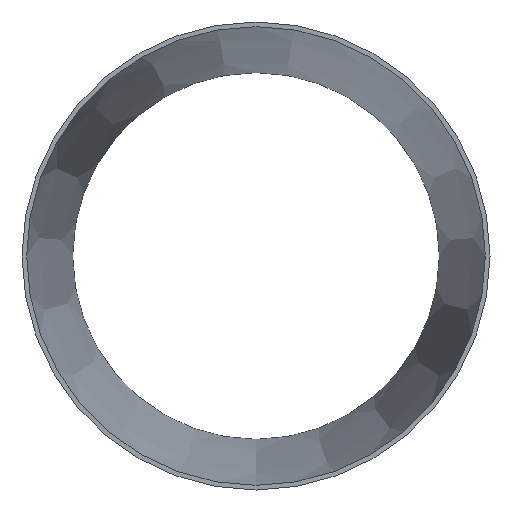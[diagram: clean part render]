
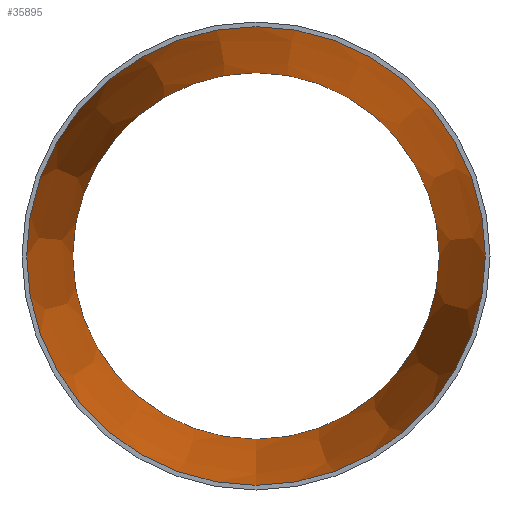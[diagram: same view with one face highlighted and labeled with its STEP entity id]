
A CAD part, front view. The second image highlights one B-rep face of the part: STEP entity #35895.
In plain terms, the highlighted conical face has half-angle 5.599 degrees and reference radius 247.976 mm.
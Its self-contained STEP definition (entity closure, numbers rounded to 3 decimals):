
#18 = CARTESIAN_POINT ( 'NONE',  ( 0., 0., -247.976 ) ) ;
#460 = CARTESIAN_POINT ( 'NONE',  ( 0., 508., 0. ) ) ;
#1098 = DIRECTION ( 'NONE',  ( 0., -1., 0. ) ) ;
#1369 = CIRCLE ( 'NONE', #37678, 247.976 ) ;
#1572 = CARTESIAN_POINT ( 'NONE',  ( 0., 0., 0. ) ) ;
#2551 = CIRCLE ( 'NONE', #29673, 198.176 ) ;
#3163 = DIRECTION ( 'NONE',  ( 0., 0., -1. ) ) ;
#3606 = CARTESIAN_POINT ( 'NONE',  ( 0., 0., 0. ) ) ;
#6608 = EDGE_CURVE ( 'NONE', #27687, #27687, #2551, .T. ) ;
#11102 = DIRECTION ( 'NONE',  ( 0., 0., -1. ) ) ;
#13618 = AXIS2_PLACEMENT_3D ( 'NONE', #1572, #1098, #41585 ) ;
#17111 = EDGE_LOOP ( 'NONE', ( #35145 ) ) ;
#22640 = CONICAL_SURFACE ( 'NONE', #13618, 247.976, 0.098 ) ;
#27074 = ORIENTED_EDGE ( 'NONE', *, *, #6608, .F. ) ;
#27687 = VERTEX_POINT ( 'NONE', #38866 ) ;
#29673 = AXIS2_PLACEMENT_3D ( 'NONE', #460, #43781, #11102 ) ;
#33516 = FACE_OUTER_BOUND ( 'NONE', #17111, .T. ) ;
#34856 = EDGE_CURVE ( 'NONE', #42663, #42663, #1369, .T. ) ;
#35145 = ORIENTED_EDGE ( 'NONE', *, *, #34856, .T. ) ;
#35374 = EDGE_LOOP ( 'NONE', ( #27074 ) ) ;
#35895 = ADVANCED_FACE ( 'NONE', ( #41104, #33516 ), #22640, .F. ) ;
#37678 = AXIS2_PLACEMENT_3D ( 'NONE', #3606, #43153, #3163 ) ;
#38866 = CARTESIAN_POINT ( 'NONE',  ( 0., 508., -198.176 ) ) ;
#41104 = FACE_BOUND ( 'NONE', #35374, .T. ) ;
#41585 = DIRECTION ( 'NONE',  ( 0., 0., -1. ) ) ;
#42663 = VERTEX_POINT ( 'NONE', #18 ) ;
#43153 = DIRECTION ( 'NONE',  ( 0., -1., 0. ) ) ;
#43781 = DIRECTION ( 'NONE',  ( 0., -1., 0. ) ) ;
